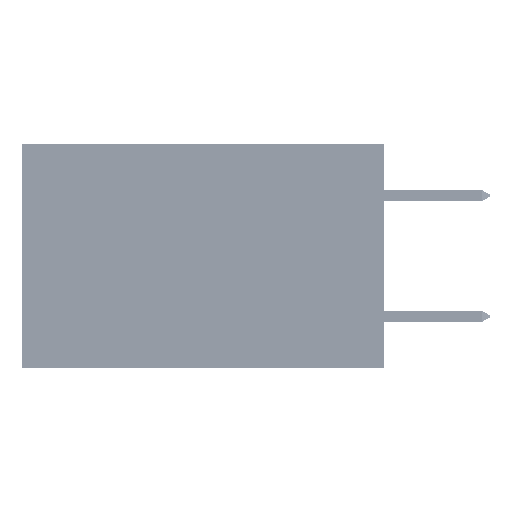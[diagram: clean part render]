
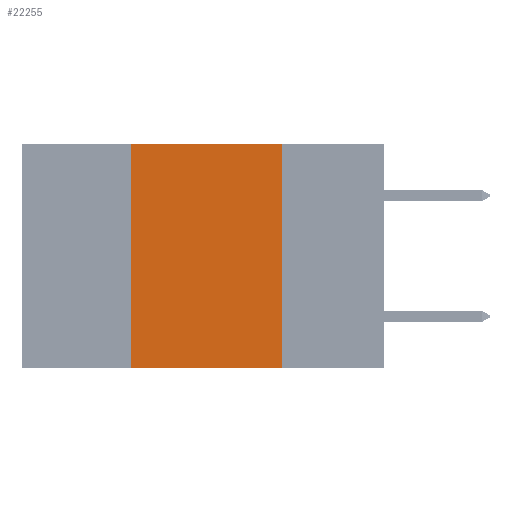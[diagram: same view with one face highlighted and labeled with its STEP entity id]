
A CAD part, left-side view. The second image highlights one B-rep face of the part: STEP entity #22255.
In plain terms, the highlighted planar face has unit normal (-1, 0, 0).
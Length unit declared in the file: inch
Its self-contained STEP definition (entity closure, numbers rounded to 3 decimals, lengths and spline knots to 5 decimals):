
#226 = LINE ( 'NONE', #4352, #17808 ) ;
#881 = EDGE_CURVE ( 'NONE', #44417, #27320, #226, .T. ) ;
#1769 = ORIENTED_EDGE ( 'NONE', *, *, #14736, .F. ) ;
#4160 = FACE_OUTER_BOUND ( 'NONE', #11359, .T. ) ;
#4352 = CARTESIAN_POINT ( 'NONE',  ( 0., 0.6, -0.37 ) ) ;
#5581 = CARTESIAN_POINT ( 'NONE',  ( 0., 0.42, 0. ) ) ;
#5924 = CARTESIAN_POINT ( 'NONE',  ( 0., 0.42, -0.37 ) ) ;
#6563 = AXIS2_PLACEMENT_3D ( 'NONE', #32039, #28221, #24650 ) ;
#11160 = ORIENTED_EDGE ( 'NONE', *, *, #881, .T. ) ;
#11359 = EDGE_LOOP ( 'NONE', ( #1769, #19225, #25387, #11160 ) ) ;
#12098 = DIRECTION ( 'NONE',  ( 0., 0., -1. ) ) ;
#12221 = EDGE_CURVE ( 'NONE', #19129, #25637, #29430, .T. ) ;
#13548 = CARTESIAN_POINT ( 'NONE',  ( 0., 0.42, 0. ) ) ;
#14736 = EDGE_CURVE ( 'NONE', #25637, #27320, #22570, .T. ) ;
#14770 = DIRECTION ( 'NONE',  ( 0., -1., 0. ) ) ;
#17808 = VECTOR ( 'NONE', #14770, 39.37008 ) ;
#19129 = VERTEX_POINT ( 'NONE', #13548 ) ;
#19225 = ORIENTED_EDGE ( 'NONE', *, *, #12221, .F. ) ;
#22255 = ADVANCED_FACE ( 'NONE', ( #4160 ), #28512, .F. ) ;
#22570 = LINE ( 'NONE', #43641, #34176 ) ;
#24650 = DIRECTION ( 'NONE',  ( 0., 0., -1. ) ) ;
#25004 = VECTOR ( 'NONE', #37643, 39.37008 ) ;
#25387 = ORIENTED_EDGE ( 'NONE', *, *, #45239, .F. ) ;
#25637 = VERTEX_POINT ( 'NONE', #30845 ) ;
#27320 = VERTEX_POINT ( 'NONE', #28866 ) ;
#28221 = DIRECTION ( 'NONE',  ( 1., 0., 0. ) ) ;
#28512 = PLANE ( 'NONE',  #6563 ) ;
#28866 = CARTESIAN_POINT ( 'NONE',  ( 0., 0.17, -0.37 ) ) ;
#29389 = LINE ( 'NONE', #5581, #40464 ) ;
#29430 = LINE ( 'NONE', #41493, #25004 ) ;
#30845 = CARTESIAN_POINT ( 'NONE',  ( 0., 0.17, 0. ) ) ;
#32039 = CARTESIAN_POINT ( 'NONE',  ( 0., 0.6, 0. ) ) ;
#33999 = DIRECTION ( 'NONE',  ( 0., 0., 1. ) ) ;
#34176 = VECTOR ( 'NONE', #12098, 39.37008 ) ;
#37643 = DIRECTION ( 'NONE',  ( 0., -1., 0. ) ) ;
#40464 = VECTOR ( 'NONE', #33999, 39.37008 ) ;
#41493 = CARTESIAN_POINT ( 'NONE',  ( 0., 0.6, 0. ) ) ;
#43641 = CARTESIAN_POINT ( 'NONE',  ( 0., 0.17, 0. ) ) ;
#44417 = VERTEX_POINT ( 'NONE', #5924 ) ;
#45239 = EDGE_CURVE ( 'NONE', #44417, #19129, #29389, .T. ) ;
